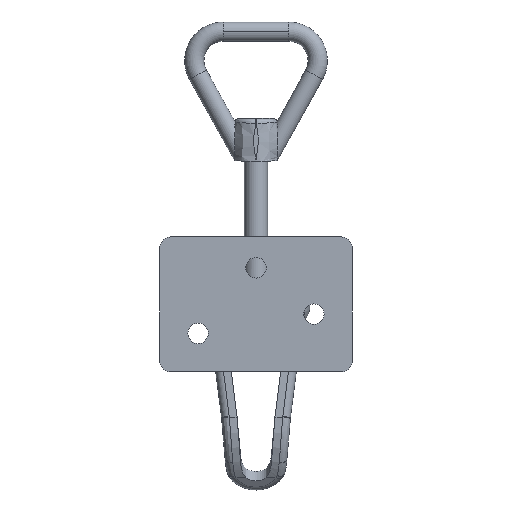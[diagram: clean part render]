
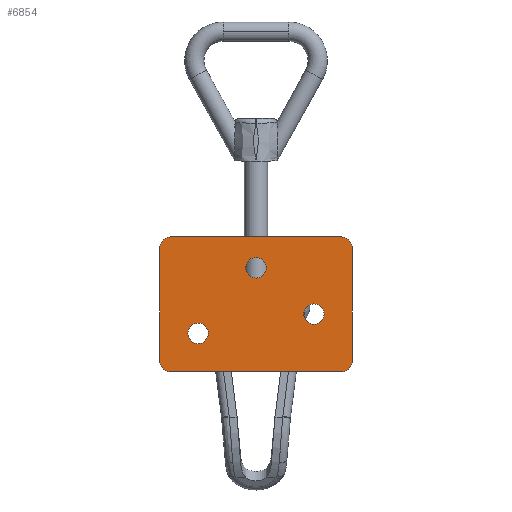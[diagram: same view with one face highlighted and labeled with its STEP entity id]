
A CAD part, front view. The second image highlights one B-rep face of the part: STEP entity #6854.
In plain terms, the highlighted planar face has unit normal (0, -1, 0).
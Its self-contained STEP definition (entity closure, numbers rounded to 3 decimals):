
#33 = CIRCLE ( 'NONE', #4631, 3. ) ;
#136 = EDGE_CURVE ( 'NONE', #187, #6299, #8761, .T. ) ;
#161 = DIRECTION ( 'NONE',  ( 0., 1., 0. ) ) ;
#187 = VERTEX_POINT ( 'NONE', #3788 ) ;
#235 = DIRECTION ( 'NONE',  ( 0., 0., 1. ) ) ;
#397 = ORIENTED_EDGE ( 'NONE', *, *, #3750, .T. ) ;
#463 = DIRECTION ( 'NONE',  ( 0., -1., 0. ) ) ;
#471 = EDGE_CURVE ( 'NONE', #187, #8945, #33, .T. ) ;
#576 = CARTESIAN_POINT ( 'NONE',  ( -50., 0., -3. ) ) ;
#625 = EDGE_CURVE ( 'NONE', #1830, #6984, #1035, .T. ) ;
#693 = CIRCLE ( 'NONE', #8077, 2.65 ) ;
#941 = DIRECTION ( 'NONE',  ( -1., 0., 0. ) ) ;
#977 = EDGE_CURVE ( 'NONE', #1074, #7193, #693, .T. ) ;
#1035 = CIRCLE ( 'NONE', #2686, 2.65 ) ;
#1042 = FACE_BOUND ( 'NONE', #4484, .T. ) ;
#1074 = VERTEX_POINT ( 'NONE', #7402 ) ;
#1075 = VERTEX_POINT ( 'NONE', #7294 ) ;
#1112 = ORIENTED_EDGE ( 'NONE', *, *, #136, .F. ) ;
#1212 = CARTESIAN_POINT ( 'NONE',  ( 0., 0., 0. ) ) ;
#1238 = EDGE_LOOP ( 'NONE', ( #6328, #6657, #6615, #2030, #6077, #4300, #1112, #3708 ) ) ;
#1329 = CARTESIAN_POINT ( 'NONE',  ( -50., 0., -32. ) ) ;
#1478 = AXIS2_PLACEMENT_3D ( 'NONE', #4251, #161, #4924 ) ;
#1517 = DIRECTION ( 'NONE',  ( 0., 0., 1. ) ) ;
#1615 = CARTESIAN_POINT ( 'NONE',  ( -47., 0., 0. ) ) ;
#1713 = CIRCLE ( 'NONE', #8365, 2.65 ) ;
#1742 = EDGE_CURVE ( 'NONE', #7415, #1075, #8264, .T. ) ;
#1768 = CARTESIAN_POINT ( 'NONE',  ( -10., 0., -20. ) ) ;
#1801 = ORIENTED_EDGE ( 'NONE', *, *, #2022, .T. ) ;
#1808 = VECTOR ( 'NONE', #6494, 1000. ) ;
#1830 = VERTEX_POINT ( 'NONE', #6138 ) ;
#1859 = CARTESIAN_POINT ( 'NONE',  ( -3., 0., 0. ) ) ;
#1939 = DIRECTION ( 'NONE',  ( 0., -1., 0. ) ) ;
#2022 = EDGE_CURVE ( 'NONE', #7193, #1074, #3037, .T. ) ;
#2030 = ORIENTED_EDGE ( 'NONE', *, *, #8408, .T. ) ;
#2452 = EDGE_CURVE ( 'NONE', #7415, #6299, #4698, .T. ) ;
#2459 = DIRECTION ( 'NONE',  ( 0., 0., 1. ) ) ;
#2482 = DIRECTION ( 'NONE',  ( 0., 0., 1. ) ) ;
#2554 = CARTESIAN_POINT ( 'NONE',  ( 0., 0., -35. ) ) ;
#2556 = CARTESIAN_POINT ( 'NONE',  ( -10., 0., -20. ) ) ;
#2643 = VECTOR ( 'NONE', #5265, 1000. ) ;
#2651 = FACE_OUTER_BOUND ( 'NONE', #1238, .T. ) ;
#2686 = AXIS2_PLACEMENT_3D ( 'NONE', #4258, #4036, #3986 ) ;
#2757 = CIRCLE ( 'NONE', #5827, 2.65 ) ;
#3003 = AXIS2_PLACEMENT_3D ( 'NONE', #7135, #463, #1517 ) ;
#3037 = CIRCLE ( 'NONE', #8485, 2.65 ) ;
#3118 = ORIENTED_EDGE ( 'NONE', *, *, #6753, .T. ) ;
#3224 = ORIENTED_EDGE ( 'NONE', *, *, #625, .T. ) ;
#3252 = AXIS2_PLACEMENT_3D ( 'NONE', #6027, #1939, #6747 ) ;
#3379 = VECTOR ( 'NONE', #4922, 1000. ) ;
#3500 = CIRCLE ( 'NONE', #3252, 3. ) ;
#3634 = CARTESIAN_POINT ( 'NONE',  ( -47., 0., -3. ) ) ;
#3651 = AXIS2_PLACEMENT_3D ( 'NONE', #3634, #8532, #4284 ) ;
#3663 = CARTESIAN_POINT ( 'NONE',  ( -40., 0., -25. ) ) ;
#3708 = ORIENTED_EDGE ( 'NONE', *, *, #471, .T. ) ;
#3750 = EDGE_CURVE ( 'NONE', #5528, #8393, #1713, .T. ) ;
#3781 = CARTESIAN_POINT ( 'NONE',  ( -10., 0., -22.65 ) ) ;
#3788 = CARTESIAN_POINT ( 'NONE',  ( 0., 0., -3. ) ) ;
#3986 = DIRECTION ( 'NONE',  ( 0., 0., 1. ) ) ;
#4036 = DIRECTION ( 'NONE',  ( 0., 1., 0. ) ) ;
#4165 = DIRECTION ( 'NONE',  ( 0., 1., 0. ) ) ;
#4251 = CARTESIAN_POINT ( 'NONE',  ( -25., 0., -8. ) ) ;
#4258 = CARTESIAN_POINT ( 'NONE',  ( -25., 0., -8. ) ) ;
#4284 = DIRECTION ( 'NONE',  ( 0., 0., 1. ) ) ;
#4300 = ORIENTED_EDGE ( 'NONE', *, *, #2452, .T. ) ;
#4469 = CARTESIAN_POINT ( 'NONE',  ( -40., 0., -27.65 ) ) ;
#4484 = EDGE_LOOP ( 'NONE', ( #5619, #1801 ) ) ;
#4624 = LINE ( 'NONE', #1212, #2643 ) ;
#4631 = AXIS2_PLACEMENT_3D ( 'NONE', #8898, #8350, #4758 ) ;
#4698 = CIRCLE ( 'NONE', #3003, 3. ) ;
#4758 = DIRECTION ( 'NONE',  ( 0., 0., 1. ) ) ;
#4922 = DIRECTION ( 'NONE',  ( 0., 0., -1. ) ) ;
#4924 = DIRECTION ( 'NONE',  ( 0., 0., 1. ) ) ;
#5086 = PLANE ( 'NONE',  #6575 ) ;
#5265 = DIRECTION ( 'NONE',  ( 1., 0., 0. ) ) ;
#5440 = CARTESIAN_POINT ( 'NONE',  ( 0., 0., 0. ) ) ;
#5519 = EDGE_LOOP ( 'NONE', ( #6929, #397 ) ) ;
#5528 = VERTEX_POINT ( 'NONE', #3781 ) ;
#5568 = CARTESIAN_POINT ( 'NONE',  ( 0., 0., -32. ) ) ;
#5619 = ORIENTED_EDGE ( 'NONE', *, *, #977, .T. ) ;
#5762 = EDGE_LOOP ( 'NONE', ( #3118, #3224 ) ) ;
#5764 = CARTESIAN_POINT ( 'NONE',  ( -50., 0., 0. ) ) ;
#5775 = CARTESIAN_POINT ( 'NONE',  ( 0., 0., 0. ) ) ;
#5826 = EDGE_CURVE ( 'NONE', #8531, #8492, #7078, .T. ) ;
#5827 = AXIS2_PLACEMENT_3D ( 'NONE', #1768, #6596, #2482 ) ;
#5917 = EDGE_CURVE ( 'NONE', #8393, #5528, #2757, .T. ) ;
#6027 = CARTESIAN_POINT ( 'NONE',  ( -47., 0., -32. ) ) ;
#6028 = DIRECTION ( 'NONE',  ( 0., 1., 0. ) ) ;
#6062 = FACE_BOUND ( 'NONE', #5762, .T. ) ;
#6077 = ORIENTED_EDGE ( 'NONE', *, *, #1742, .F. ) ;
#6106 = CARTESIAN_POINT ( 'NONE',  ( -3., 0., -35. ) ) ;
#6138 = CARTESIAN_POINT ( 'NONE',  ( -25., 0., -10.65 ) ) ;
#6145 = VECTOR ( 'NONE', #941, 1000. ) ;
#6289 = FACE_BOUND ( 'NONE', #5519, .T. ) ;
#6299 = VERTEX_POINT ( 'NONE', #5568 ) ;
#6328 = ORIENTED_EDGE ( 'NONE', *, *, #7293, .F. ) ;
#6380 = EDGE_CURVE ( 'NONE', #6421, #8492, #8770, .T. ) ;
#6421 = VERTEX_POINT ( 'NONE', #1615 ) ;
#6494 = DIRECTION ( 'NONE',  ( 0., 0., 1. ) ) ;
#6575 = AXIS2_PLACEMENT_3D ( 'NONE', #5775, #6580, #2459 ) ;
#6580 = DIRECTION ( 'NONE',  ( 0., 1., 0. ) ) ;
#6596 = DIRECTION ( 'NONE',  ( 0., 1., 0. ) ) ;
#6615 = ORIENTED_EDGE ( 'NONE', *, *, #5826, .F. ) ;
#6657 = ORIENTED_EDGE ( 'NONE', *, *, #6380, .T. ) ;
#6696 = CARTESIAN_POINT ( 'NONE',  ( -10., 0., -17.35 ) ) ;
#6747 = DIRECTION ( 'NONE',  ( 0., 0., 1. ) ) ;
#6753 = EDGE_CURVE ( 'NONE', #6984, #1830, #8646, .T. ) ;
#6755 = DIRECTION ( 'NONE',  ( 0., 0., 1. ) ) ;
#6854 = ADVANCED_FACE ( 'NONE', ( #6062, #1042, #6289, #2651 ), #5086, .F. ) ;
#6929 = ORIENTED_EDGE ( 'NONE', *, *, #5917, .T. ) ;
#6984 = VERTEX_POINT ( 'NONE', #7357 ) ;
#7078 = LINE ( 'NONE', #5764, #1808 ) ;
#7135 = CARTESIAN_POINT ( 'NONE',  ( -3., 0., -32. ) ) ;
#7193 = VERTEX_POINT ( 'NONE', #4469 ) ;
#7293 = EDGE_CURVE ( 'NONE', #6421, #8945, #4624, .T. ) ;
#7294 = CARTESIAN_POINT ( 'NONE',  ( -47., 0., -35. ) ) ;
#7357 = CARTESIAN_POINT ( 'NONE',  ( -25., 0., -5.35 ) ) ;
#7402 = CARTESIAN_POINT ( 'NONE',  ( -40., 0., -22.35 ) ) ;
#7415 = VERTEX_POINT ( 'NONE', #6106 ) ;
#7696 = DIRECTION ( 'NONE',  ( 0., 0., 1. ) ) ;
#7745 = CARTESIAN_POINT ( 'NONE',  ( -40., 0., -25. ) ) ;
#7789 = DIRECTION ( 'NONE',  ( 0., 1., 0. ) ) ;
#8077 = AXIS2_PLACEMENT_3D ( 'NONE', #7745, #7789, #7696 ) ;
#8264 = LINE ( 'NONE', #2554, #6145 ) ;
#8350 = DIRECTION ( 'NONE',  ( 0., -1., 0. ) ) ;
#8365 = AXIS2_PLACEMENT_3D ( 'NONE', #2556, #4165, #6755 ) ;
#8393 = VERTEX_POINT ( 'NONE', #6696 ) ;
#8408 = EDGE_CURVE ( 'NONE', #8531, #1075, #3500, .T. ) ;
#8485 = AXIS2_PLACEMENT_3D ( 'NONE', #3663, #6028, #235 ) ;
#8492 = VERTEX_POINT ( 'NONE', #576 ) ;
#8531 = VERTEX_POINT ( 'NONE', #1329 ) ;
#8532 = DIRECTION ( 'NONE',  ( 0., -1., 0. ) ) ;
#8646 = CIRCLE ( 'NONE', #1478, 2.65 ) ;
#8761 = LINE ( 'NONE', #5440, #3379 ) ;
#8770 = CIRCLE ( 'NONE', #3651, 3. ) ;
#8898 = CARTESIAN_POINT ( 'NONE',  ( -3., 0., -3. ) ) ;
#8945 = VERTEX_POINT ( 'NONE', #1859 ) ;
